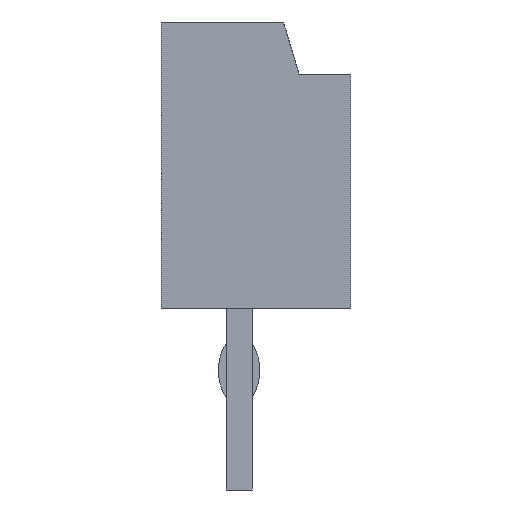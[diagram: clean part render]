
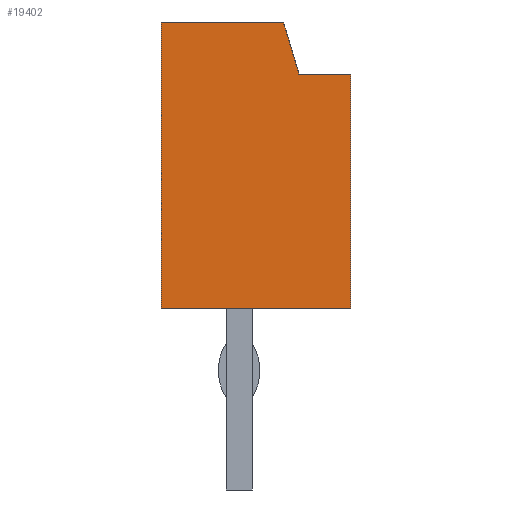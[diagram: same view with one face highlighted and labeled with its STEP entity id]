
A CAD part, left-side view. The second image highlights one B-rep face of the part: STEP entity #19402.
In plain terms, the highlighted planar face has unit normal (-1, 0, 0).
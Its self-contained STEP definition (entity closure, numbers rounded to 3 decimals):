
#32 = PLANE('',#33);
#33 = AXIS2_PLACEMENT_3D('',#34,#35,#36);
#34 = CARTESIAN_POINT('',(11.,1.5,2.75));
#35 = DIRECTION('',(0.,-1.,0.));
#36 = DIRECTION('',(1.,0.,0.));
#1345 = VERTEX_POINT('',#1346);
#1346 = CARTESIAN_POINT('',(-2.,1.5,5.5));
#1360 = PLANE('',#1361);
#1361 = AXIS2_PLACEMENT_3D('',#1362,#1363,#1364);
#1362 = CARTESIAN_POINT('',(24.,1.5,5.5));
#1363 = DIRECTION('',(0.,0.,1.));
#1364 = DIRECTION('',(-1.,0.,0.));
#1372 = EDGE_CURVE('',#1345,#1373,#1375,.T.);
#1373 = VERTEX_POINT('',#1374);
#1374 = CARTESIAN_POINT('',(-2.,1.5,0.));
#1375 = SURFACE_CURVE('',#1376,(#1380,#1387),.PCURVE_S1.);
#1376 = LINE('',#1377,#1378);
#1377 = CARTESIAN_POINT('',(-2.,1.5,5.5));
#1378 = VECTOR('',#1379,1.);
#1379 = DIRECTION('',(0.,0.,-1.));
#1380 = PCURVE('',#32,#1381);
#1381 = DEFINITIONAL_REPRESENTATION('',(#1382),#1386);
#1382 = LINE('',#1383,#1384);
#1383 = CARTESIAN_POINT('',(-13.,2.75));
#1384 = VECTOR('',#1385,1.);
#1385 = DIRECTION('',(0.,-1.));
#1386 = ( GEOMETRIC_REPRESENTATION_CONTEXT(2) 
PARAMETRIC_REPRESENTATION_CONTEXT() REPRESENTATION_CONTEXT('2D SPACE',''
  ) );
#1387 = PCURVE('',#1388,#1393);
#1388 = PLANE('',#1389);
#1389 = AXIS2_PLACEMENT_3D('',#1390,#1391,#1392);
#1390 = CARTESIAN_POINT('',(-2.,1.5,5.5));
#1391 = DIRECTION('',(-1.,0.,0.));
#1392 = DIRECTION('',(0.,0.,-1.));
#1393 = DEFINITIONAL_REPRESENTATION('',(#1394),#1398);
#1394 = LINE('',#1395,#1396);
#1395 = CARTESIAN_POINT('',(0.,0.));
#1396 = VECTOR('',#1397,1.);
#1397 = DIRECTION('',(1.,0.));
#1398 = ( GEOMETRIC_REPRESENTATION_CONTEXT(2) 
PARAMETRIC_REPRESENTATION_CONTEXT() REPRESENTATION_CONTEXT('2D SPACE',''
  ) );
#1416 = PLANE('',#1417);
#1417 = AXIS2_PLACEMENT_3D('',#1418,#1419,#1420);
#1418 = CARTESIAN_POINT('',(-2.,1.5,0.));
#1419 = DIRECTION('',(0.,0.,-1.));
#1420 = DIRECTION('',(1.,0.,0.));
#1787 = PLANE('',#1788);
#1788 = AXIS2_PLACEMENT_3D('',#1789,#1790,#1791);
#1789 = CARTESIAN_POINT('',(11.,-2.15,2.75));
#1790 = DIRECTION('',(0.,-1.,0.));
#1791 = DIRECTION('',(1.,0.,0.));
#4235 = PLANE('',#4236);
#4236 = AXIS2_PLACEMENT_3D('',#4237,#4238,#4239);
#4237 = CARTESIAN_POINT('',(24.,-2.15,4.5));
#4238 = DIRECTION('',(0.,0.,-1.));
#4239 = DIRECTION('',(0.,1.,0.));
#4263 = PLANE('',#4264);
#4264 = AXIS2_PLACEMENT_3D('',#4265,#4266,#4267);
#4265 = CARTESIAN_POINT('',(24.,-1.15,4.5));
#4266 = DIRECTION('',(0.,0.958,-0.287));
#4267 = DIRECTION('',(0.,0.287,0.958));
#4434 = VERTEX_POINT('',#4435);
#4435 = CARTESIAN_POINT('',(-2.,-0.85,5.5));
#4456 = EDGE_CURVE('',#1345,#4434,#4457,.T.);
#4457 = SURFACE_CURVE('',#4458,(#4462,#4469),.PCURVE_S1.);
#4458 = LINE('',#4459,#4460);
#4459 = CARTESIAN_POINT('',(-2.,1.5,5.5));
#4460 = VECTOR('',#4461,1.);
#4461 = DIRECTION('',(0.,-1.,0.));
#4462 = PCURVE('',#1360,#4463);
#4463 = DEFINITIONAL_REPRESENTATION('',(#4464),#4468);
#4464 = LINE('',#4465,#4466);
#4465 = CARTESIAN_POINT('',(26.,0.));
#4466 = VECTOR('',#4467,1.);
#4467 = DIRECTION('',(0.,1.));
#4468 = ( GEOMETRIC_REPRESENTATION_CONTEXT(2) 
PARAMETRIC_REPRESENTATION_CONTEXT() REPRESENTATION_CONTEXT('2D SPACE',''
  ) );
#4469 = PCURVE('',#1388,#4470);
#4470 = DEFINITIONAL_REPRESENTATION('',(#4471),#4475);
#4471 = LINE('',#4472,#4473);
#4472 = CARTESIAN_POINT('',(0.,0.));
#4473 = VECTOR('',#4474,1.);
#4474 = DIRECTION('',(0.,1.));
#4475 = ( GEOMETRIC_REPRESENTATION_CONTEXT(2) 
PARAMETRIC_REPRESENTATION_CONTEXT() REPRESENTATION_CONTEXT('2D SPACE',''
  ) );
#4989 = VERTEX_POINT('',#4990);
#4990 = CARTESIAN_POINT('',(-2.,-1.15,4.5));
#5011 = EDGE_CURVE('',#4989,#4434,#5012,.T.);
#5012 = SURFACE_CURVE('',#5013,(#5017,#5024),.PCURVE_S1.);
#5013 = LINE('',#5014,#5015);
#5014 = CARTESIAN_POINT('',(-2.,-1.15,4.5));
#5015 = VECTOR('',#5016,1.);
#5016 = DIRECTION('',(0.,0.287,0.958));
#5017 = PCURVE('',#4263,#5018);
#5018 = DEFINITIONAL_REPRESENTATION('',(#5019),#5023);
#5019 = LINE('',#5020,#5021);
#5020 = CARTESIAN_POINT('',(0.,-26.));
#5021 = VECTOR('',#5022,1.);
#5022 = DIRECTION('',(1.,0.));
#5023 = ( GEOMETRIC_REPRESENTATION_CONTEXT(2) 
PARAMETRIC_REPRESENTATION_CONTEXT() REPRESENTATION_CONTEXT('2D SPACE',''
  ) );
#5024 = PCURVE('',#1388,#5025);
#5025 = DEFINITIONAL_REPRESENTATION('',(#5026),#5030);
#5026 = LINE('',#5027,#5028);
#5027 = CARTESIAN_POINT('',(1.,2.65));
#5028 = VECTOR('',#5029,1.);
#5029 = DIRECTION('',(-0.958,-0.287));
#5030 = ( GEOMETRIC_REPRESENTATION_CONTEXT(2) 
PARAMETRIC_REPRESENTATION_CONTEXT() REPRESENTATION_CONTEXT('2D SPACE',''
  ) );
#5136 = VERTEX_POINT('',#5137);
#5137 = CARTESIAN_POINT('',(-2.,-2.15,4.5));
#5158 = EDGE_CURVE('',#5136,#4989,#5159,.T.);
#5159 = SURFACE_CURVE('',#5160,(#5164,#5171),.PCURVE_S1.);
#5160 = LINE('',#5161,#5162);
#5161 = CARTESIAN_POINT('',(-2.,-2.15,4.5));
#5162 = VECTOR('',#5163,1.);
#5163 = DIRECTION('',(0.,1.,0.));
#5164 = PCURVE('',#4235,#5165);
#5165 = DEFINITIONAL_REPRESENTATION('',(#5166),#5170);
#5166 = LINE('',#5167,#5168);
#5167 = CARTESIAN_POINT('',(0.,-26.));
#5168 = VECTOR('',#5169,1.);
#5169 = DIRECTION('',(1.,0.));
#5170 = ( GEOMETRIC_REPRESENTATION_CONTEXT(2) 
PARAMETRIC_REPRESENTATION_CONTEXT() REPRESENTATION_CONTEXT('2D SPACE',''
  ) );
#5171 = PCURVE('',#1388,#5172);
#5172 = DEFINITIONAL_REPRESENTATION('',(#5173),#5177);
#5173 = LINE('',#5174,#5175);
#5174 = CARTESIAN_POINT('',(1.,3.65));
#5175 = VECTOR('',#5176,1.);
#5176 = DIRECTION('',(0.,-1.));
#5177 = ( GEOMETRIC_REPRESENTATION_CONTEXT(2) 
PARAMETRIC_REPRESENTATION_CONTEXT() REPRESENTATION_CONTEXT('2D SPACE',''
  ) );
#5332 = VERTEX_POINT('',#5333);
#5333 = CARTESIAN_POINT('',(-2.,-2.15,0.));
#5354 = EDGE_CURVE('',#5136,#5332,#5355,.T.);
#5355 = SURFACE_CURVE('',#5356,(#5360,#5367),.PCURVE_S1.);
#5356 = LINE('',#5357,#5358);
#5357 = CARTESIAN_POINT('',(-2.,-2.15,4.5));
#5358 = VECTOR('',#5359,1.);
#5359 = DIRECTION('',(0.,0.,-1.));
#5360 = PCURVE('',#1787,#5361);
#5361 = DEFINITIONAL_REPRESENTATION('',(#5362),#5366);
#5362 = LINE('',#5363,#5364);
#5363 = CARTESIAN_POINT('',(-13.,1.75));
#5364 = VECTOR('',#5365,1.);
#5365 = DIRECTION('',(0.,-1.));
#5366 = ( GEOMETRIC_REPRESENTATION_CONTEXT(2) 
PARAMETRIC_REPRESENTATION_CONTEXT() REPRESENTATION_CONTEXT('2D SPACE',''
  ) );
#5367 = PCURVE('',#1388,#5368);
#5368 = DEFINITIONAL_REPRESENTATION('',(#5369),#5373);
#5369 = LINE('',#5370,#5371);
#5370 = CARTESIAN_POINT('',(1.,3.65));
#5371 = VECTOR('',#5372,1.);
#5372 = DIRECTION('',(1.,0.));
#5373 = ( GEOMETRIC_REPRESENTATION_CONTEXT(2) 
PARAMETRIC_REPRESENTATION_CONTEXT() REPRESENTATION_CONTEXT('2D SPACE',''
  ) );
#7494 = EDGE_CURVE('',#1373,#5332,#7495,.T.);
#7495 = SURFACE_CURVE('',#7496,(#7500,#7507),.PCURVE_S1.);
#7496 = LINE('',#7497,#7498);
#7497 = CARTESIAN_POINT('',(-2.,1.5,0.));
#7498 = VECTOR('',#7499,1.);
#7499 = DIRECTION('',(0.,-1.,0.));
#7500 = PCURVE('',#1416,#7501);
#7501 = DEFINITIONAL_REPRESENTATION('',(#7502),#7506);
#7502 = LINE('',#7503,#7504);
#7503 = CARTESIAN_POINT('',(0.,0.));
#7504 = VECTOR('',#7505,1.);
#7505 = DIRECTION('',(0.,1.));
#7506 = ( GEOMETRIC_REPRESENTATION_CONTEXT(2) 
PARAMETRIC_REPRESENTATION_CONTEXT() REPRESENTATION_CONTEXT('2D SPACE',''
  ) );
#7507 = PCURVE('',#1388,#7508);
#7508 = DEFINITIONAL_REPRESENTATION('',(#7509),#7513);
#7509 = LINE('',#7510,#7511);
#7510 = CARTESIAN_POINT('',(5.5,0.));
#7511 = VECTOR('',#7512,1.);
#7512 = DIRECTION('',(0.,1.));
#7513 = ( GEOMETRIC_REPRESENTATION_CONTEXT(2) 
PARAMETRIC_REPRESENTATION_CONTEXT() REPRESENTATION_CONTEXT('2D SPACE',''
  ) );
#19402 = ADVANCED_FACE('',(#19403),#1388,.T.);
#19403 = FACE_BOUND('',#19404,.F.);
#19404 = EDGE_LOOP('',(#19405,#19406,#19407,#19408,#19409,#19410));
#19405 = ORIENTED_EDGE('',*,*,#5158,.F.);
#19406 = ORIENTED_EDGE('',*,*,#5354,.T.);
#19407 = ORIENTED_EDGE('',*,*,#7494,.F.);
#19408 = ORIENTED_EDGE('',*,*,#1372,.F.);
#19409 = ORIENTED_EDGE('',*,*,#4456,.T.);
#19410 = ORIENTED_EDGE('',*,*,#5011,.F.);
